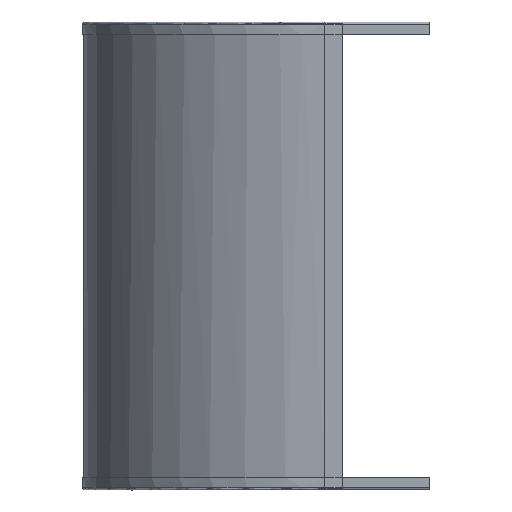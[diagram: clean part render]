
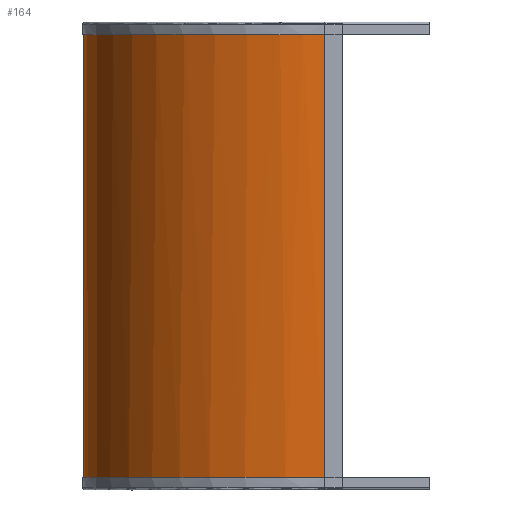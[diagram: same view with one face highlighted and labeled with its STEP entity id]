
A CAD part, front view. The second image highlights one B-rep face of the part: STEP entity #164.
In plain terms, the highlighted free-form (B-spline) face has degree [2, 1] with [3, 2] control points.
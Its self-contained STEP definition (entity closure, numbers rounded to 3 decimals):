
#164=ADVANCED_FACE('',(#532),#5472,.T.);
#532=FACE_OUTER_BOUND('',#900,.T.);
#900=EDGE_LOOP('',(#1339,#1340,#1341,#1342));
#1339=ORIENTED_EDGE('',*,*,#3121,.F.);
#1340=ORIENTED_EDGE('',*,*,#3110,.F.);
#1341=ORIENTED_EDGE('',*,*,#3096,.F.);
#1342=ORIENTED_EDGE('',*,*,#3119,.F.);
#3096=EDGE_CURVE('',#4896,#4897,#3995,.T.);
#3110=EDGE_CURVE('',#4897,#4902,#4208,.T.);
#3119=EDGE_CURVE('',#4903,#4896,#4217,.T.);
#3121=EDGE_CURVE('',#4902,#4903,#3998,.T.);
#3995=(
BOUNDED_CURVE()
B_SPLINE_CURVE(2,(#6252,#6253,#6254),.UNSPECIFIED.,.F.,.F.)
B_SPLINE_CURVE_WITH_KNOTS((3,3),(0.,326.333),.UNSPECIFIED.)
CURVE()
GEOMETRIC_REPRESENTATION_ITEM()
RATIONAL_B_SPLINE_CURVE((1.,0.707,1.))
REPRESENTATION_ITEM('')
);
#3998=(
BOUNDED_CURVE()
B_SPLINE_CURVE(2,(#6305,#6306,#6307),.UNSPECIFIED.,.F.,.F.)
B_SPLINE_CURVE_WITH_KNOTS((3,3),(-326.333,0.),.UNSPECIFIED.)
CURVE()
GEOMETRIC_REPRESENTATION_ITEM()
RATIONAL_B_SPLINE_CURVE((1.,0.707,1.))
REPRESENTATION_ITEM('')
);
#4208=B_SPLINE_CURVE_WITH_KNOTS('',1,(#6283,#6284),.UNSPECIFIED.,.F.,.F.,
(2,2),(0.,101.),.UNSPECIFIED.);
#4217=B_SPLINE_CURVE_WITH_KNOTS('',1,(#6301,#6302),.UNSPECIFIED.,.F.,.F.,
(2,2),(-101.,0.),.UNSPECIFIED.);
#4896=VERTEX_POINT('',#6235);
#4897=VERTEX_POINT('',#6236);
#4902=VERTEX_POINT('',#6241);
#4903=VERTEX_POINT('',#6242);
#5472=(
BOUNDED_SURFACE()
B_SPLINE_SURFACE(2,1,((#6226,#6227),(#6228,#6229),(#6230,#6231)),
 .UNSPECIFIED.,.F.,.F.,.F.)
B_SPLINE_SURFACE_WITH_KNOTS((3,3),(2,2),(326.333,652.666),
(0.,121.202),.UNSPECIFIED.)
GEOMETRIC_REPRESENTATION_ITEM()
RATIONAL_B_SPLINE_SURFACE(((1.,1.),(0.707,0.707),
(1.,1.)))
REPRESENTATION_ITEM('')
SURFACE()
);
#6226=CARTESIAN_POINT('',(-15.,0.,240.605));
#6227=CARTESIAN_POINT('',(-15.,0.,-240.605));
#6228=CARTESIAN_POINT('',(-222.75,0.,240.605));
#6229=CARTESIAN_POINT('',(-222.75,0.,-240.605));
#6230=CARTESIAN_POINT('',(-222.75,207.75,240.605));
#6231=CARTESIAN_POINT('',(-222.75,207.75,-240.605));
#6235=CARTESIAN_POINT('',(-222.75,207.75,200.5));
#6236=CARTESIAN_POINT('',(-15.,0.,200.5));
#6241=CARTESIAN_POINT('',(-15.,0.,-200.5));
#6242=CARTESIAN_POINT('',(-222.75,207.75,-200.5));
#6252=CARTESIAN_POINT('',(-222.75,207.75,200.5));
#6253=CARTESIAN_POINT('',(-222.75,0.,200.5));
#6254=CARTESIAN_POINT('',(-15.,0.,200.5));
#6283=CARTESIAN_POINT('',(-15.,0.,200.5));
#6284=CARTESIAN_POINT('',(-15.,0.,-200.5));
#6301=CARTESIAN_POINT('',(-222.75,207.75,-200.5));
#6302=CARTESIAN_POINT('',(-222.75,207.75,200.5));
#6305=CARTESIAN_POINT('',(-15.,0.,-200.5));
#6306=CARTESIAN_POINT('',(-222.75,0.,-200.5));
#6307=CARTESIAN_POINT('',(-222.75,207.75,-200.5));
